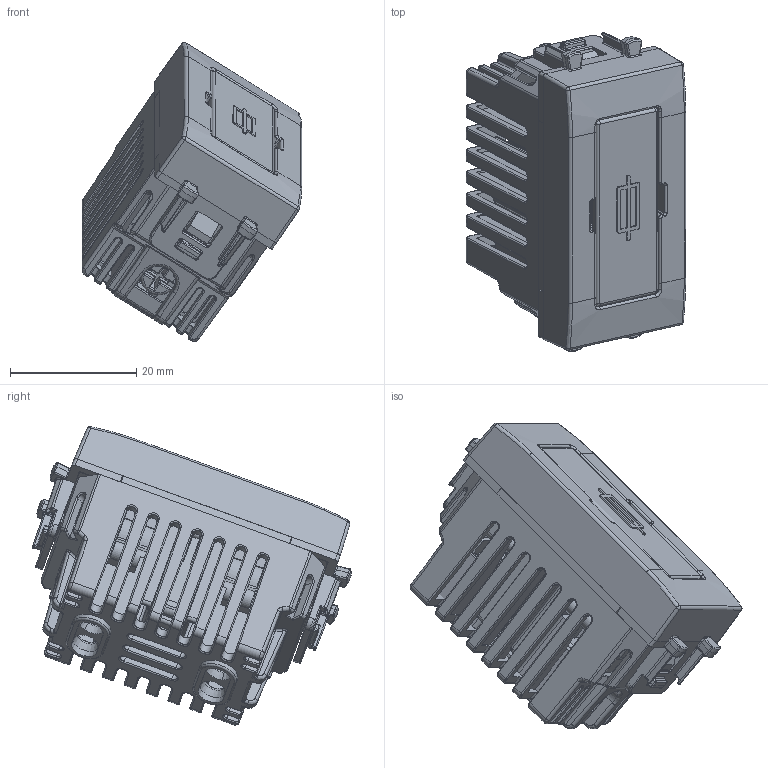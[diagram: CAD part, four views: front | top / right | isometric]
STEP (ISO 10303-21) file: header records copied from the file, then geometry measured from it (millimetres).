
FILE_DESCRIPTION(('CATIA V5 STEP Exchange'),'2;1');
FILE_NAME('441007.stp','2024-03-06T13:26:48+00:00',('none'),('none'),'CATIA Version 5-6 Release 2016 SP6','CATIA V5 STEP AP203','none');
FILE_SCHEMA(('CONFIG_CONTROL_DESIGN'));
Products named in the file (1): DP441007
Assembly tree (9 placements, depth 2):
  DP441007
    #57
    #41728
    #76795  x2
    #78721  x2
    #79871  x2
    #83419
Bounding box: 34.79 x 50.6 x 47.4 mm (x, y, z)
Volume: 11473.3 mm3; surface area: 21193 mm2
Topology: 9 solids, 9 shells, 2618 faces, 7120 edges, 4329 vertices
Faces by surface type: plane 1085, cylinder 901, bspline 418, sphere 80, cone 72, torus 50, extrusion 12
Entity records: 93946 total; most frequent: CARTESIAN_POINT 42774, ORIENTED_EDGE 12842, DIRECTION 6829, EDGE_CURVE 6421, VERTEX_POINT 3944, VECTOR 3104, LINE 3092, B_SPLINE_CURVE_WITH_KNOTS 2490
